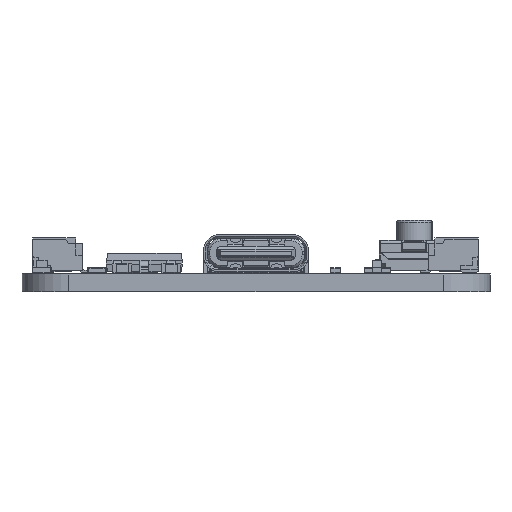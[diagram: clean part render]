
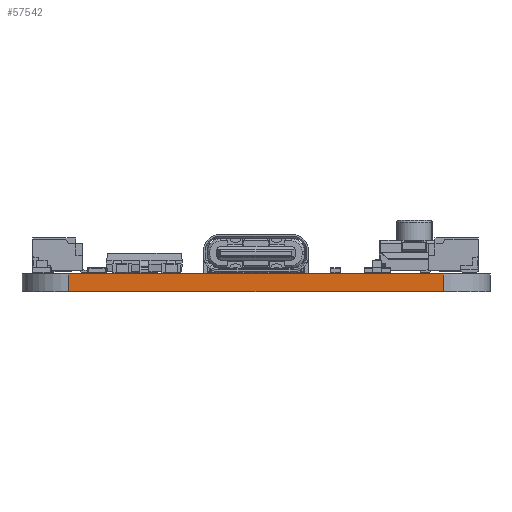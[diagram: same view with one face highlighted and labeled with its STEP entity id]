
A CAD part, front view. The second image highlights one B-rep face of the part: STEP entity #57542.
In plain terms, the highlighted planar face has unit normal (0, -1, 0).
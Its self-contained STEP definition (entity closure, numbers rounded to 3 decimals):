
#56808 = VERTEX_POINT('',#56809);
#56809 = CARTESIAN_POINT('',(148.8,-116.,0.));
#56816 = EDGE_CURVE('',#56817,#56808,#56819,.T.);
#56817 = VERTEX_POINT('',#56818);
#56818 = CARTESIAN_POINT('',(180.8,-116.,0.));
#56819 = LINE('',#56820,#56821);
#56820 = CARTESIAN_POINT('',(180.8,-116.,0.));
#56821 = VECTOR('',#56822,1.);
#56822 = DIRECTION('',(-1.,0.,0.));
#57106 = VERTEX_POINT('',#57107);
#57107 = CARTESIAN_POINT('',(148.8,-116.,1.51));
#57114 = EDGE_CURVE('',#57115,#57106,#57117,.T.);
#57115 = VERTEX_POINT('',#57116);
#57116 = CARTESIAN_POINT('',(180.8,-116.,1.51));
#57117 = LINE('',#57118,#57119);
#57118 = CARTESIAN_POINT('',(180.8,-116.,1.51));
#57119 = VECTOR('',#57120,1.);
#57120 = DIRECTION('',(-1.,0.,0.));
#57514 = EDGE_CURVE('',#56817,#57115,#57515,.T.);
#57515 = LINE('',#57516,#57517);
#57516 = CARTESIAN_POINT('',(180.8,-116.,0.));
#57517 = VECTOR('',#57518,1.);
#57518 = DIRECTION('',(0.,0.,1.));
#57529 = EDGE_CURVE('',#56808,#57106,#57530,.T.);
#57530 = LINE('',#57531,#57532);
#57531 = CARTESIAN_POINT('',(148.8,-116.,0.));
#57532 = VECTOR('',#57533,1.);
#57533 = DIRECTION('',(0.,0.,1.));
#57542 = ADVANCED_FACE('',(#57543),#57549,.T.);
#57543 = FACE_BOUND('',#57544,.T.);
#57544 = EDGE_LOOP('',(#57545,#57546,#57547,#57548));
#57545 = ORIENTED_EDGE('',*,*,#57514,.T.);
#57546 = ORIENTED_EDGE('',*,*,#57114,.T.);
#57547 = ORIENTED_EDGE('',*,*,#57529,.F.);
#57548 = ORIENTED_EDGE('',*,*,#56816,.F.);
#57549 = PLANE('',#57550);
#57550 = AXIS2_PLACEMENT_3D('',#57551,#57552,#57553);
#57551 = CARTESIAN_POINT('',(180.8,-116.,0.));
#57552 = DIRECTION('',(0.,-1.,0.));
#57553 = DIRECTION('',(-1.,0.,0.));
